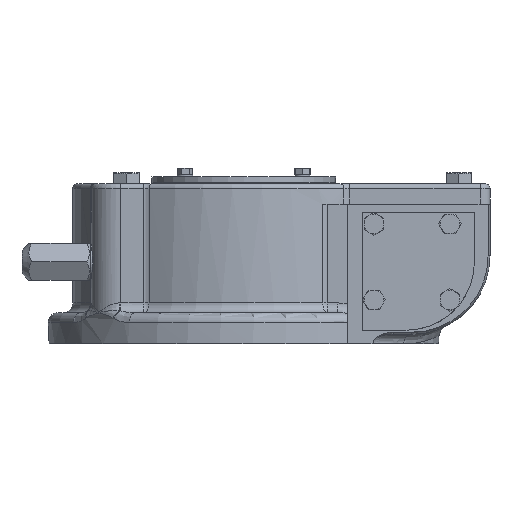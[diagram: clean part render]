
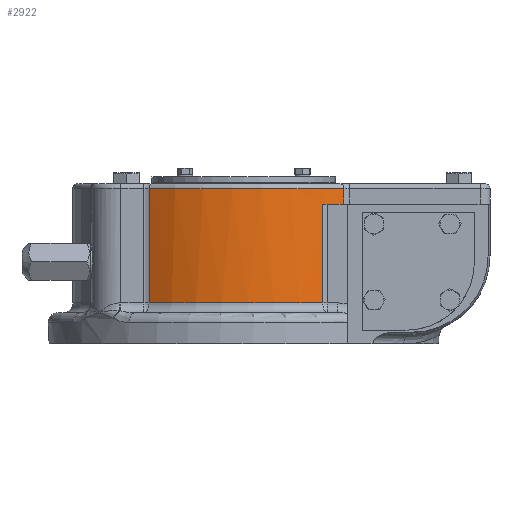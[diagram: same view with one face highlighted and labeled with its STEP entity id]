
A CAD part, left-side view. The second image highlights one B-rep face of the part: STEP entity #2922.
In plain terms, the highlighted cylindrical face has radius 87.5 mm (diameter 175 mm), a partial arc.
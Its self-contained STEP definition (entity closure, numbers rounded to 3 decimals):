
#2922 = ADVANCED_FACE( '', ( #6449 ), #6450, .T. );
#6449 = FACE_OUTER_BOUND( '', #15089, .T. );
#6450 = CYLINDRICAL_SURFACE( '', #15090, 87.5 );
#15089 = EDGE_LOOP( '', ( #25705, #25706, #25707, #25708, #25709, #25710 ) );
#15090 = AXIS2_PLACEMENT_3D( '', #25711, #25712, #25713 );
#25705 = ORIENTED_EDGE( '', *, *, #31209, .T. );
#25706 = ORIENTED_EDGE( '', *, *, #32930, .T. );
#25707 = ORIENTED_EDGE( '', *, *, #32931, .T. );
#25708 = ORIENTED_EDGE( '', *, *, #31560, .F. );
#25709 = ORIENTED_EDGE( '', *, *, #31909, .T. );
#25710 = ORIENTED_EDGE( '', *, *, #32932, .T. );
#25711 = CARTESIAN_POINT( '', ( 0., 0., 74.5 ) );
#25712 = DIRECTION( '', ( 0., 0., 1. ) );
#25713 = DIRECTION( '', ( -1., 0., 0. ) );
#31209 = EDGE_CURVE( '', #36277, #36282, #36284, .T. );
#31560 = EDGE_CURVE( '', #36836, #36838, #36839, .T. );
#31909 = EDGE_CURVE( '', #36836, #37332, #37333, .F. );
#32930 = EDGE_CURVE( '', #36282, #35220, #38684, .F. );
#32931 = EDGE_CURVE( '', #35220, #36838, #38685, .F. );
#32932 = EDGE_CURVE( '', #37332, #36277, #38686, .F. );
#35220 = VERTEX_POINT( '', #43026 );
#36277 = VERTEX_POINT( '', #46000 );
#36282 = VERTEX_POINT( '', #46006 );
#36284 = LINE( '', #46008, #46009 );
#36836 = VERTEX_POINT( '', #47491 );
#36838 = VERTEX_POINT( '', #47493 );
#36839 = CIRCLE( '', #47494, 87.5 );
#37332 = VERTEX_POINT( '', #48958 );
#37333 = LINE( '', #48959, #48960 );
#38684 = CIRCLE( '', #52231, 87.5 );
#38685 = LINE( '', #52232, #52233 );
#38686 = CIRCLE( '', #52234, 87.5 );
#43026 = CARTESIAN_POINT( '', ( -77.568, -40.491, 21. ) );
#46000 = CARTESIAN_POINT( '', ( -72.838, 48.486, 79.49 ) );
#46006 = CARTESIAN_POINT( '', ( -72.838, 48.486, 21. ) );
#46008 = CARTESIAN_POINT( '', ( -72.838, 48.486, 74.5 ) );
#46009 = VECTOR( '', #55749, 1000. );
#47491 = CARTESIAN_POINT( '', ( -70.946, -51.214, 71.5 ) );
#47493 = CARTESIAN_POINT( '', ( -77.568, -40.491, 71.5 ) );
#47494 = AXIS2_PLACEMENT_3D( '', #56139, #56140, #56141 );
#48958 = CARTESIAN_POINT( '', ( -70.946, -51.214, 79.49 ) );
#48959 = CARTESIAN_POINT( '', ( -70.946, -51.214, 347.746 ) );
#48960 = VECTOR( '', #56482, 1000. );
#52231 = AXIS2_PLACEMENT_3D( '', #57528, #57529, #57530 );
#52232 = CARTESIAN_POINT( '', ( -77.568, -40.491, 74.5 ) );
#52233 = VECTOR( '', #57531, 1000. );
#52234 = AXIS2_PLACEMENT_3D( '', #57532, #57533, #57534 );
#55749 = DIRECTION( '', ( 0., 0., -1. ) );
#56139 = CARTESIAN_POINT( '', ( 0., 0., 71.5 ) );
#56140 = DIRECTION( '', ( 0., 0., -1. ) );
#56141 = DIRECTION( '', ( -1., 0., 0. ) );
#56482 = DIRECTION( '', ( 0., 0., -1. ) );
#57528 = CARTESIAN_POINT( '', ( 0., 0., 21. ) );
#57529 = DIRECTION( '', ( 0., 0., -1. ) );
#57530 = DIRECTION( '', ( -1., 0., 0. ) );
#57531 = DIRECTION( '', ( 0., 0., -1. ) );
#57532 = CARTESIAN_POINT( '', ( 0., 0., 79.49 ) );
#57533 = DIRECTION( '', ( 0., 0., 1. ) );
#57534 = DIRECTION( '', ( 1., 0., 0. ) );
